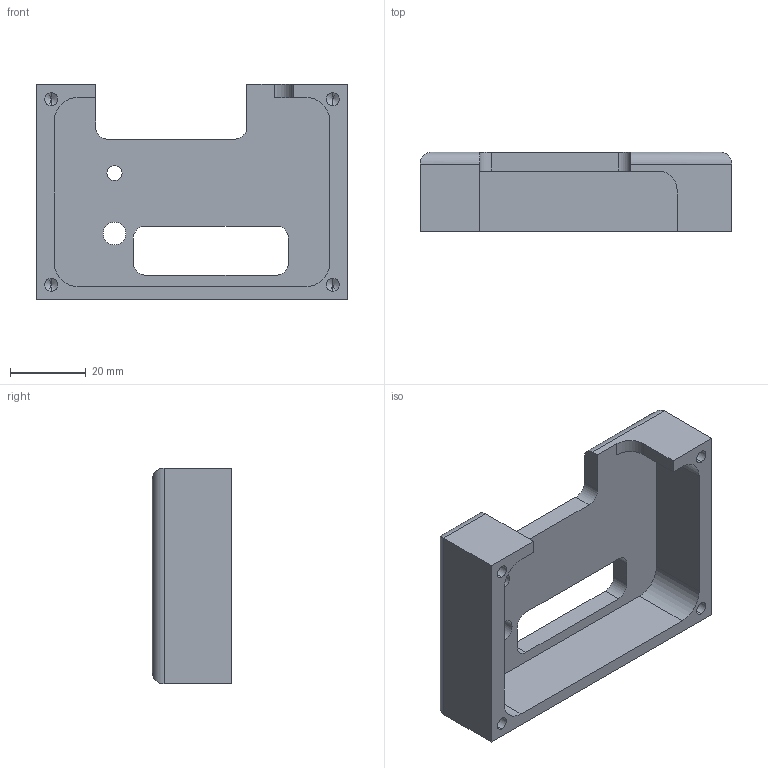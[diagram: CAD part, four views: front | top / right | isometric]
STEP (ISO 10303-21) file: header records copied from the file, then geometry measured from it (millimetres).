
FILE_DESCRIPTION (( 'STEP AP214' ), '1' );
FILE_NAME ('MCH-00648.STEP', '2020-04-20T14:34:19', ( '' ), ( '' ), 'SwSTEP 2.0', 'SolidWorks 2020', '' );
FILE_SCHEMA (( 'AUTOMOTIVE_DESIGN' ));
Length unit declared in the file: millimetre
Products named in the file (1): MCH-00648
Bounding box: 82.55 x 21.02 x 57.15 mm (x, y, z)
Volume: 31681.7 mm3; surface area: 16166.8 mm2
Topology: 1 solids, 1 shells, 57 faces, 153 edges, 94 vertices
Faces by surface type: cylinder 28, plane 21, cone 8
Entity records: 1857 total; most frequent: CARTESIAN_POINT 309, DIRECTION 305, ORIENTED_EDGE 290, EDGE_CURVE 145, AXIS2_PLACEMENT_3D 106, VERTEX_POINT 94, VECTOR 93, LINE 93
